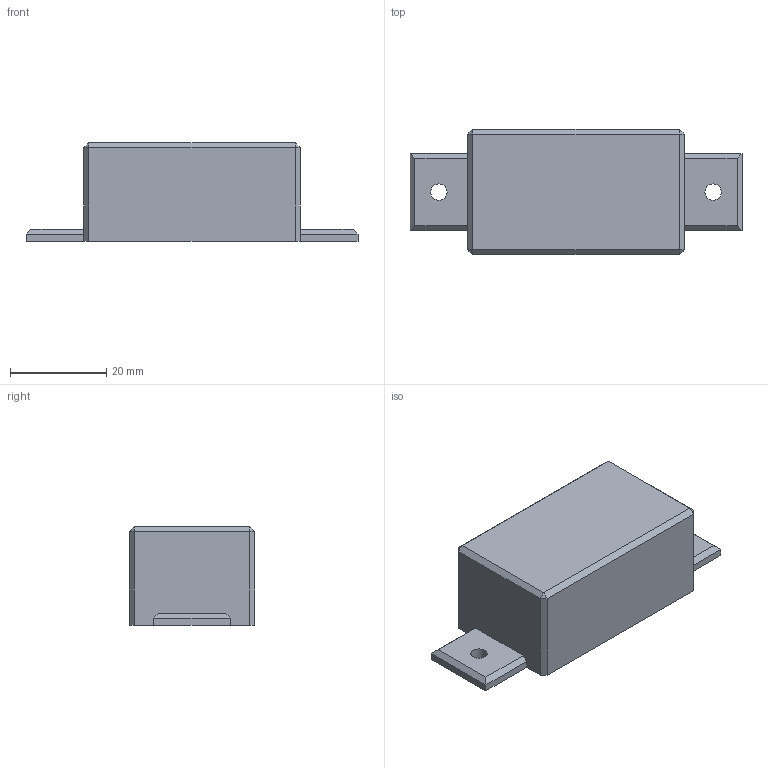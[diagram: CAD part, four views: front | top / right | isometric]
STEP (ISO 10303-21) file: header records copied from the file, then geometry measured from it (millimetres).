
FILE_DESCRIPTION(/* description */ (''),/* implementation_level */ '2;1');
FILE_NAME(/* name */ 'Rev2XT90SideMount.stp',/* time_stamp */ '2020-11-23T12:15:33-06:00',/* author */ ('Eric'),/* organization */ (''),/* preprocessor_version */ 'ST-DEVELOPER v18.1',/* originating_system */ 'Autodesk Inventor 2021',/* authorisation */ '');
FILE_SCHEMA (('AUTOMOTIVE_DESIGN { 1 0 10303 214 3 1 1 }'));
Length unit declared in the file: millimetre
Products named in the file (1): Rev2XT90SideMount
Bounding box: 69 x 26 x 20.5 mm (x, y, z)
Volume: 16095.1 mm3; surface area: 8853 mm2
Topology: 1 solids, 1 shells, 52 faces, 141 edges, 88 vertices
Faces by surface type: plane 48, cylinder 4
Full cylindrical faces by diameter (mm): 3.4 x2
Entity records: 1658 total; most frequent: CARTESIAN_POINT 291, ORIENTED_EDGE 282, DIRECTION 255, EDGE_CURVE 141, LINE 131, VECTOR 131, VERTEX_POINT 88, AXIS2_PLACEMENT_3D 62
